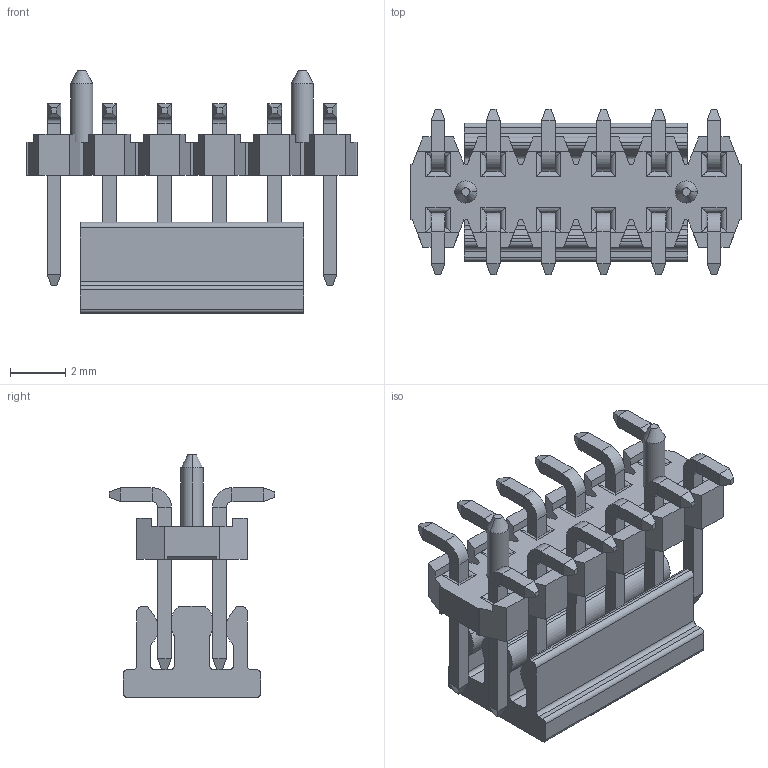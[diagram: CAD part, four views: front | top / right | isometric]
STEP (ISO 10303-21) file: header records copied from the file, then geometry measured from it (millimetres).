
FILE_DESCRIPTION(/* description */ (''),/* implementation_level */ '2;1');
FILE_NAME(/* name */ '7351-12-20-20-XX-10-PPTR.stp',/* time_stamp */ '2025-12-16T08:44:12+08:00',/* author */ (''),/* organization */ (''),/* preprocessor_version */ 'ST-DEVELOPER v16',/* originating_system */ 'SIEMENS PLM Software NX 11.0',/* authorisation */ '');
FILE_SCHEMA (('AUTOMOTIVE_DESIGN { 1 0 10303 214 3 1 1 1 }'));
Length unit declared in the file: millimetre
Products named in the file (1): 7351-12-20-20-XX-10-PPTR_step
Bounding box: 12 x 6 x 8.8 mm (x, y, z)
Volume: 162.2 mm3; surface area: 599.5 mm2
Topology: 14 solids, 14 shells, 518 faces, 1205 edges, 722 vertices
Faces by surface type: plane 414, cylinder 100, cone 4
Entity records: 14343 total; most frequent: CARTESIAN_POINT 2590, ORIENTED_EDGE 2410, DIRECTION 2303, EDGE_CURVE 1205, LINE 1049, VECTOR 1049, VERTEX_POINT 722, AXIS2_PLACEMENT_3D 627
